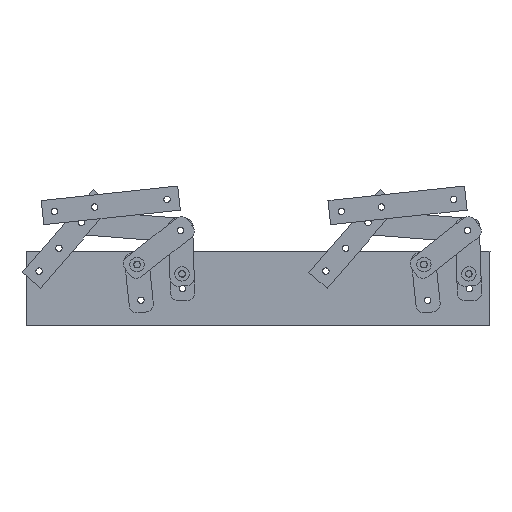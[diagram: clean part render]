
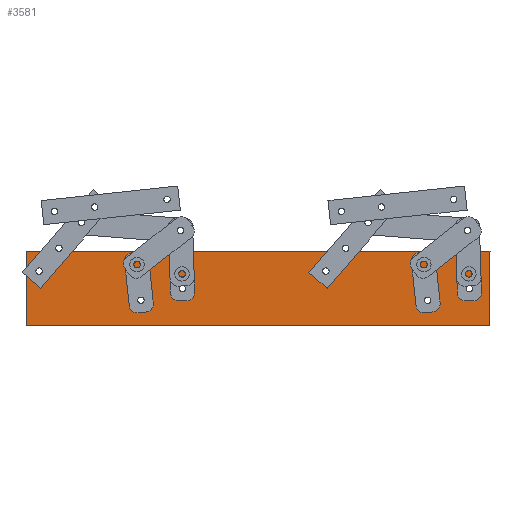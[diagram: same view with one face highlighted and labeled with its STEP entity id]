
A CAD part, front view. The second image highlights one B-rep face of the part: STEP entity #3581.
In plain terms, the highlighted planar face has unit normal (0, -1, 0).
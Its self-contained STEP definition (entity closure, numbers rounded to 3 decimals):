
#2 = CARTESIAN_POINT ( 'NONE',  ( 152.256, -1.46, 18.466 ) ) ;
#48 = ORIENTED_EDGE ( 'NONE', *, *, #4059, .T. ) ;
#59 = DIRECTION ( 'NONE',  ( 0., 1., 0. ) ) ;
#62 = CARTESIAN_POINT ( 'NONE',  ( 121.38, -1.46, -4.162 ) ) ;
#113 = CARTESIAN_POINT ( 'NONE',  ( -20.62, -1.46, -4.162 ) ) ;
#119 = FACE_BOUND ( 'NONE', #2308, .T. ) ;
#169 = CARTESIAN_POINT ( 'NONE',  ( -77.046, -1.46, -18.466 ) ) ;
#183 = DIRECTION ( 'NONE',  ( 0., 0., 1. ) ) ;
#274 = DIRECTION ( 'NONE',  ( 0., 1., 0. ) ) ;
#286 = CIRCLE ( 'NONE', #3150, 1.587 ) ;
#419 = CIRCLE ( 'NONE', #4130, 1.587 ) ;
#448 = EDGE_CURVE ( 'NONE', #3603, #2649, #1585, .T. ) ;
#493 = CARTESIAN_POINT ( 'NONE',  ( 142., -1.46, 0. ) ) ;
#525 = VERTEX_POINT ( 'NONE', #3911 ) ;
#530 = DIRECTION ( 'NONE',  ( 0., 0., 1. ) ) ;
#537 = CARTESIAN_POINT ( 'NONE',  ( -77.046, -1.46, 18.466 ) ) ;
#548 = EDGE_CURVE ( 'NONE', #2031, #609, #3477, .T. ) ;
#557 = CARTESIAN_POINT ( 'NONE',  ( -71., -1.46, 8.695 ) ) ;
#609 = VERTEX_POINT ( 'NONE', #4667 ) ;
#613 = AXIS2_PLACEMENT_3D ( 'NONE', #1842, #4376, #1103 ) ;
#669 = CIRCLE ( 'NONE', #3625, 1.587 ) ;
#688 = DIRECTION ( 'NONE',  ( 0., 0., 1. ) ) ;
#690 = DIRECTION ( 'NONE',  ( 0., 1., 0. ) ) ;
#692 = EDGE_CURVE ( 'NONE', #2011, #983, #3131, .T. ) ;
#716 = EDGE_LOOP ( 'NONE', ( #3199, #2877 ) ) ;
#723 = CARTESIAN_POINT ( 'NONE',  ( 142., -1.46, 1.587 ) ) ;
#752 = EDGE_LOOP ( 'NONE', ( #1187, #1298, #1044, #906 ) ) ;
#759 = AXIS2_PLACEMENT_3D ( 'NONE', #3690, #1881, #3317 ) ;
#782 = EDGE_CURVE ( 'NONE', #2485, #1107, #4008, .T. ) ;
#793 = LINE ( 'NONE', #2, #1321 ) ;
#866 = VERTEX_POINT ( 'NONE', #3054 ) ;
#900 = FACE_BOUND ( 'NONE', #1882, .T. ) ;
#906 = ORIENTED_EDGE ( 'NONE', *, *, #2739, .F. ) ;
#958 = AXIS2_PLACEMENT_3D ( 'NONE', #3530, #274, #4569 ) ;
#983 = VERTEX_POINT ( 'NONE', #113 ) ;
#996 = DIRECTION ( 'NONE',  ( 0., 1., 0. ) ) ;
#1020 = FACE_BOUND ( 'NONE', #716, .T. ) ;
#1027 = DIRECTION ( 'NONE',  ( 0., 0., -1. ) ) ;
#1044 = ORIENTED_EDGE ( 'NONE', *, *, #1475, .F. ) ;
#1092 = AXIS2_PLACEMENT_3D ( 'NONE', #1280, #4233, #183 ) ;
#1093 = ORIENTED_EDGE ( 'NONE', *, *, #4305, .T. ) ;
#1103 = DIRECTION ( 'NONE',  ( 0., 0., 1. ) ) ;
#1107 = VERTEX_POINT ( 'NONE', #62 ) ;
#1187 = ORIENTED_EDGE ( 'NONE', *, *, #4276, .F. ) ;
#1200 = DIRECTION ( 'NONE',  ( 0., 1., 0. ) ) ;
#1280 = CARTESIAN_POINT ( 'NONE',  ( -71., -1.46, 8.695 ) ) ;
#1298 = ORIENTED_EDGE ( 'NONE', *, *, #1736, .F. ) ;
#1321 = VECTOR ( 'NONE', #1027, 1000. ) ;
#1323 = CARTESIAN_POINT ( 'NONE',  ( -20.62, -1.46, -5.75 ) ) ;
#1335 = EDGE_CURVE ( 'NONE', #866, #3106, #419, .T. ) ;
#1389 = VERTEX_POINT ( 'NONE', #1571 ) ;
#1467 = ORIENTED_EDGE ( 'NONE', *, *, #3142, .T. ) ;
#1475 = EDGE_CURVE ( 'NONE', #4461, #2807, #2707, .T. ) ;
#1480 = CARTESIAN_POINT ( 'NONE',  ( -77.046, -1.46, -18.466 ) ) ;
#1511 = VECTOR ( 'NONE', #2366, 1000. ) ;
#1520 = CARTESIAN_POINT ( 'NONE',  ( 0., -1.46, 0. ) ) ;
#1571 = CARTESIAN_POINT ( 'NONE',  ( 0., -1.46, 1.588 ) ) ;
#1585 = CIRCLE ( 'NONE', #1092, 1.588 ) ;
#1615 = CIRCLE ( 'NONE', #958, 1.587 ) ;
#1736 = EDGE_CURVE ( 'NONE', #2807, #4254, #1750, .T. ) ;
#1750 = LINE ( 'NONE', #537, #1511 ) ;
#1789 = FACE_BOUND ( 'NONE', #2052, .T. ) ;
#1829 = EDGE_LOOP ( 'NONE', ( #2035, #4243 ) ) ;
#1842 = CARTESIAN_POINT ( 'NONE',  ( 0., -1.46, 0. ) ) ;
#1848 = AXIS2_PLACEMENT_3D ( 'NONE', #3185, #996, #3557 ) ;
#1881 = DIRECTION ( 'NONE',  ( 0., 1., 0. ) ) ;
#1882 = EDGE_LOOP ( 'NONE', ( #3348, #48 ) ) ;
#1913 = CARTESIAN_POINT ( 'NONE',  ( 121.38, -1.46, -5.75 ) ) ;
#1933 = DIRECTION ( 'NONE',  ( 0., 1., 0. ) ) ;
#1934 = CIRCLE ( 'NONE', #2683, 1.588 ) ;
#1944 = DIRECTION ( 'NONE',  ( 0., 0., 1. ) ) ;
#1959 = CARTESIAN_POINT ( 'NONE',  ( 0., -1.46, 0. ) ) ;
#2011 = VERTEX_POINT ( 'NONE', #3617 ) ;
#2020 = AXIS2_PLACEMENT_3D ( 'NONE', #1520, #3932, #4687 ) ;
#2031 = VERTEX_POINT ( 'NONE', #3651 ) ;
#2035 = ORIENTED_EDGE ( 'NONE', *, *, #2449, .T. ) ;
#2052 = EDGE_LOOP ( 'NONE', ( #1467, #2267 ) ) ;
#2134 = CIRCLE ( 'NONE', #3841, 1.587 ) ;
#2267 = ORIENTED_EDGE ( 'NONE', *, *, #4186, .T. ) ;
#2308 = EDGE_LOOP ( 'NONE', ( #3925, #2875 ) ) ;
#2366 = DIRECTION ( 'NONE',  ( 1., 0., 0. ) ) ;
#2371 = DIRECTION ( 'NONE',  ( 0., 0., 1. ) ) ;
#2412 = LINE ( 'NONE', #1480, #4459 ) ;
#2449 = EDGE_CURVE ( 'NONE', #2649, #3603, #2879, .T. ) ;
#2474 = VERTEX_POINT ( 'NONE', #2523 ) ;
#2485 = VERTEX_POINT ( 'NONE', #2839 ) ;
#2523 = CARTESIAN_POINT ( 'NONE',  ( 0., -1.46, -1.588 ) ) ;
#2569 = CARTESIAN_POINT ( 'NONE',  ( -71., -1.46, 10.283 ) ) ;
#2649 = VERTEX_POINT ( 'NONE', #3968 ) ;
#2660 = DIRECTION ( 'NONE',  ( 0., 0., 1. ) ) ;
#2683 = AXIS2_PLACEMENT_3D ( 'NONE', #1959, #1200, #688 ) ;
#2707 = LINE ( 'NONE', #3729, #4123 ) ;
#2739 = EDGE_CURVE ( 'NONE', #525, #4461, #2412, .T. ) ;
#2757 = DIRECTION ( 'NONE',  ( 0., 1., 0. ) ) ;
#2807 = VERTEX_POINT ( 'NONE', #3812 ) ;
#2839 = CARTESIAN_POINT ( 'NONE',  ( 121.38, -1.46, -7.337 ) ) ;
#2847 = AXIS2_PLACEMENT_3D ( 'NONE', #557, #2757, #2371 ) ;
#2875 = ORIENTED_EDGE ( 'NONE', *, *, #2999, .T. ) ;
#2877 = ORIENTED_EDGE ( 'NONE', *, *, #2898, .T. ) ;
#2879 = CIRCLE ( 'NONE', #2847, 1.588 ) ;
#2881 = CARTESIAN_POINT ( 'NONE',  ( -20.62, -1.46, -5.75 ) ) ;
#2898 = EDGE_CURVE ( 'NONE', #3106, #866, #1615, .T. ) ;
#2918 = FACE_BOUND ( 'NONE', #4613, .T. ) ;
#2999 = EDGE_CURVE ( 'NONE', #983, #2011, #286, .T. ) ;
#3014 = DIRECTION ( 'NONE',  ( 0., 1., 0. ) ) ;
#3054 = CARTESIAN_POINT ( 'NONE',  ( 142., -1.46, -1.587 ) ) ;
#3106 = VERTEX_POINT ( 'NONE', #723 ) ;
#3131 = CIRCLE ( 'NONE', #4274, 1.587 ) ;
#3142 = EDGE_CURVE ( 'NONE', #2474, #1389, #4332, .T. ) ;
#3150 = AXIS2_PLACEMENT_3D ( 'NONE', #1323, #3576, #530 ) ;
#3185 = CARTESIAN_POINT ( 'NONE',  ( 71., -1.46, 8.695 ) ) ;
#3199 = ORIENTED_EDGE ( 'NONE', *, *, #1335, .T. ) ;
#3226 = CARTESIAN_POINT ( 'NONE',  ( 152.256, -1.46, 18.466 ) ) ;
#3238 = FACE_BOUND ( 'NONE', #1829, .T. ) ;
#3249 = DIRECTION ( 'NONE',  ( 0., 0., 1. ) ) ;
#3317 = DIRECTION ( 'NONE',  ( 0., 0., 1. ) ) ;
#3348 = ORIENTED_EDGE ( 'NONE', *, *, #782, .T. ) ;
#3379 = CARTESIAN_POINT ( 'NONE',  ( 71., -1.46, 8.695 ) ) ;
#3431 = DIRECTION ( 'NONE',  ( -1., 0., 0. ) ) ;
#3477 = CIRCLE ( 'NONE', #1848, 1.587 ) ;
#3530 = CARTESIAN_POINT ( 'NONE',  ( 142., -1.46, 0. ) ) ;
#3557 = DIRECTION ( 'NONE',  ( 0., 0., 1. ) ) ;
#3576 = DIRECTION ( 'NONE',  ( 0., 1., 0. ) ) ;
#3581 = ADVANCED_FACE ( 'NONE', ( #1020, #1789, #3238, #4614, #2918, #119, #900 ), #4655, .T. ) ;
#3603 = VERTEX_POINT ( 'NONE', #2569 ) ;
#3617 = CARTESIAN_POINT ( 'NONE',  ( -20.62, -1.46, -7.337 ) ) ;
#3625 = AXIS2_PLACEMENT_3D ( 'NONE', #1913, #59, #3683 ) ;
#3651 = CARTESIAN_POINT ( 'NONE',  ( 71., -1.46, 7.107 ) ) ;
#3683 = DIRECTION ( 'NONE',  ( 0., 0., 1. ) ) ;
#3690 = CARTESIAN_POINT ( 'NONE',  ( 121.38, -1.46, -5.75 ) ) ;
#3729 = CARTESIAN_POINT ( 'NONE',  ( -77.046, -1.46, 18.466 ) ) ;
#3739 = ORIENTED_EDGE ( 'NONE', *, *, #548, .T. ) ;
#3812 = CARTESIAN_POINT ( 'NONE',  ( -77.046, -1.46, 18.466 ) ) ;
#3841 = AXIS2_PLACEMENT_3D ( 'NONE', #3379, #3014, #1944 ) ;
#3911 = CARTESIAN_POINT ( 'NONE',  ( 152.256, -1.46, -18.466 ) ) ;
#3925 = ORIENTED_EDGE ( 'NONE', *, *, #692, .T. ) ;
#3932 = DIRECTION ( 'NONE',  ( 0., -1., 0. ) ) ;
#3968 = CARTESIAN_POINT ( 'NONE',  ( -71., -1.46, 7.107 ) ) ;
#4008 = CIRCLE ( 'NONE', #759, 1.587 ) ;
#4059 = EDGE_CURVE ( 'NONE', #1107, #2485, #669, .T. ) ;
#4123 = VECTOR ( 'NONE', #4541, 1000. ) ;
#4130 = AXIS2_PLACEMENT_3D ( 'NONE', #493, #1933, #2660 ) ;
#4186 = EDGE_CURVE ( 'NONE', #1389, #2474, #1934, .T. ) ;
#4233 = DIRECTION ( 'NONE',  ( 0., 1., 0. ) ) ;
#4243 = ORIENTED_EDGE ( 'NONE', *, *, #448, .T. ) ;
#4254 = VERTEX_POINT ( 'NONE', #3226 ) ;
#4274 = AXIS2_PLACEMENT_3D ( 'NONE', #2881, #690, #3249 ) ;
#4276 = EDGE_CURVE ( 'NONE', #4254, #525, #793, .T. ) ;
#4305 = EDGE_CURVE ( 'NONE', #609, #2031, #2134, .T. ) ;
#4332 = CIRCLE ( 'NONE', #613, 1.588 ) ;
#4376 = DIRECTION ( 'NONE',  ( 0., 1., 0. ) ) ;
#4459 = VECTOR ( 'NONE', #3431, 1000. ) ;
#4461 = VERTEX_POINT ( 'NONE', #169 ) ;
#4541 = DIRECTION ( 'NONE',  ( 0., 0., 1. ) ) ;
#4569 = DIRECTION ( 'NONE',  ( 0., 0., 1. ) ) ;
#4613 = EDGE_LOOP ( 'NONE', ( #3739, #1093 ) ) ;
#4614 = FACE_OUTER_BOUND ( 'NONE', #752, .T. ) ;
#4655 = PLANE ( 'NONE',  #2020 ) ;
#4667 = CARTESIAN_POINT ( 'NONE',  ( 71., -1.46, 10.282 ) ) ;
#4687 = DIRECTION ( 'NONE',  ( 0., 0., -1. ) ) ;
